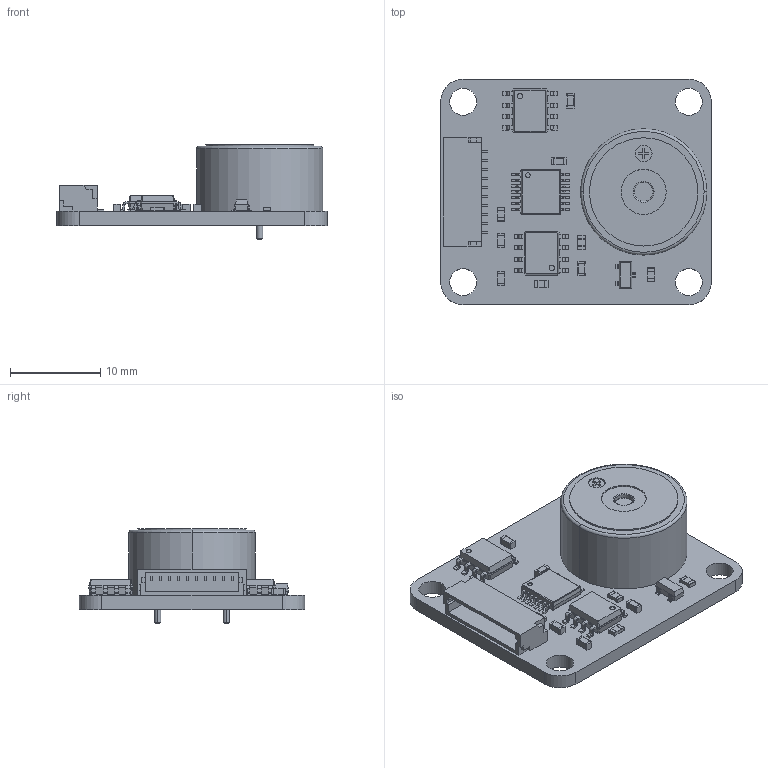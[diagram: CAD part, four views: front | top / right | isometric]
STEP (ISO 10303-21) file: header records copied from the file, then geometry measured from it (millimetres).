
FILE_DESCRIPTION(('FreeCAD Model'),'2;1');
FILE_NAME( 'piezo_speaker.step', '2017-11-20T09:47:37',('kicad StepUp'),('ksu MCAD'), 'Open CASCADE STEP processor 6.8','FreeCAD','Unknown');
FILE_SCHEMA(('AUTOMOTIVE_DESIGN_CC2 { 1 2 10303 214 -1 1 5 4 }'));
Length unit declared in the file: millimetre
Products named in the file (16): Pcb; C_0603_; C_0603_001; C_0603_002; C_0603_003; C_0603_004; SM10B-SRSS_; SOT23_; R_0603_; R_0603_001; R_0603_002; R_0603_003; soic_8_39x49_p127_; TSSOP-14_; soic_8_39x49_p127_001; PS1420_Buzzer_14mm_
Bounding box: 30 x 25 x 10.45 mm (x, y, z)
Volume: 1927 mm3; surface area: 3326.6 mm2
Topology: 16 solids, 16 shells, 1058 faces, 2821 edges, 1820 vertices
Faces by surface type: plane 700, cylinder 270, bspline 68, sphere 8, torus 8, cone 4
Full cylindrical faces by diameter (mm): 0.6 x2, 0.8 x2, 3 x4
Entity records: 40234 total; most frequent: CARTESIAN_POINT 6322, ORIENTED_EDGE 5626, DIRECTION 5265, EDGE_CURVE 2813, LINE 2179, VECTOR 2179, VERTEX_POINT 1820, AXIS2_PLACEMENT_3D 1543
